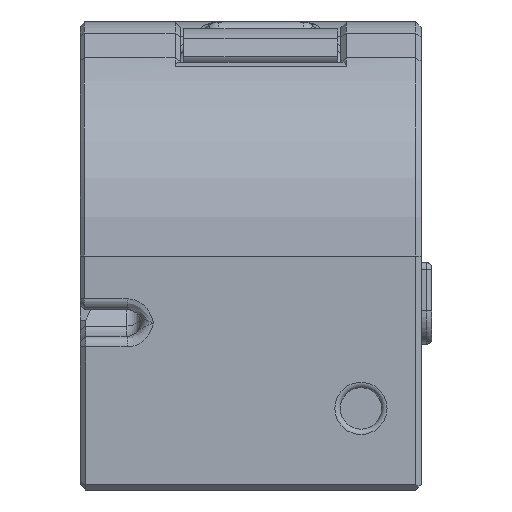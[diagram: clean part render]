
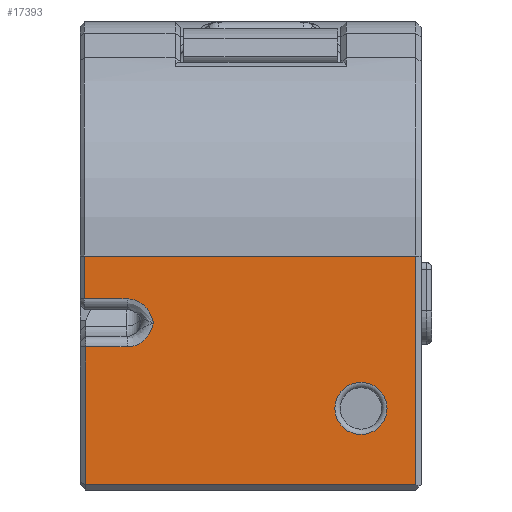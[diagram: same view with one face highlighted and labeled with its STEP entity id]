
A CAD part, left-side view. The second image highlights one B-rep face of the part: STEP entity #17393.
In plain terms, the highlighted planar face has unit normal (-1, 0, 0).
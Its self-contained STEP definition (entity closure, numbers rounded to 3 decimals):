
#361=B_SPLINE_CURVE_WITH_KNOTS('',3,(#26047,#26048,#26049,#26050,#26051,
#26052,#26053,#26054,#26055,#26056,#26057,#26058),.UNSPECIFIED.,.F.,.F.,
(4,2,1,1,1,1,1,1,4),(-0.001,0.,0.058,0.086,
0.115,0.144,0.173,0.23,
0.288),.UNSPECIFIED.);
#362=B_SPLINE_CURVE_WITH_KNOTS('',3,(#26059,#26060,#26061,#26062,#26063,
#26064,#26065,#26066,#26067,#26068,#26069),.UNSPECIFIED.,.F.,.F.,(4,1,1,
1,1,1,2,4),(0.,0.058,0.173,0.202,0.23,
0.259,0.288,0.289),.UNSPECIFIED.);
#659=FACE_BOUND('',#2622,.T.);
#768=CIRCLE('',#18547,1.95);
#1540=FACE_OUTER_BOUND('',#2621,.T.);
#2621=EDGE_LOOP('',(#12334,#12335,#12336,#12337,#12338,#12339,#12340,#12341,
#12342));
#2622=EDGE_LOOP('',(#12343));
#3901=LINE('',#25886,#5706);
#3963=LINE('',#26033,#5768);
#3964=LINE('',#26037,#5769);
#3965=LINE('',#26039,#5770);
#3966=LINE('',#26041,#5771);
#3967=LINE('',#26043,#5772);
#3968=LINE('',#26045,#5773);
#5706=VECTOR('',#20579,10.);
#5768=VECTOR('',#20737,10.);
#5769=VECTOR('',#20742,23.2);
#5770=VECTOR('',#20743,17.1);
#5771=VECTOR('',#20744,10.);
#5772=VECTOR('',#20745,10.);
#5773=VECTOR('',#20746,10.);
#7469=VERTEX_POINT('',#25884);
#7470=VERTEX_POINT('',#25885);
#7507=VERTEX_POINT('',#26032);
#7508=VERTEX_POINT('',#26036);
#7509=VERTEX_POINT('',#26038);
#7510=VERTEX_POINT('',#26040);
#7511=VERTEX_POINT('',#26042);
#7512=VERTEX_POINT('',#26044);
#7513=VERTEX_POINT('',#26046);
#7514=VERTEX_POINT('',#26070);
#9208=EDGE_CURVE('',#7469,#7470,#3901,.T.);
#9282=EDGE_CURVE('',#7470,#7507,#3963,.T.);
#9284=EDGE_CURVE('',#7508,#7469,#3964,.T.);
#9285=EDGE_CURVE('',#7509,#7508,#3965,.T.);
#9286=EDGE_CURVE('',#7509,#7510,#3966,.T.);
#9287=EDGE_CURVE('',#7511,#7510,#3967,.T.);
#9288=EDGE_CURVE('',#7512,#7511,#3968,.T.);
#9289=EDGE_CURVE('',#7513,#7512,#361,.T.);
#9290=EDGE_CURVE('',#7507,#7513,#362,.T.);
#9291=EDGE_CURVE('',#7514,#7514,#768,.T.);
#12334=ORIENTED_EDGE('',*,*,#9208,.F.);
#12335=ORIENTED_EDGE('',*,*,#9284,.F.);
#12336=ORIENTED_EDGE('',*,*,#9285,.F.);
#12337=ORIENTED_EDGE('',*,*,#9286,.T.);
#12338=ORIENTED_EDGE('',*,*,#9287,.F.);
#12339=ORIENTED_EDGE('',*,*,#9288,.F.);
#12340=ORIENTED_EDGE('',*,*,#9289,.F.);
#12341=ORIENTED_EDGE('',*,*,#9290,.F.);
#12342=ORIENTED_EDGE('',*,*,#9282,.F.);
#12343=ORIENTED_EDGE('',*,*,#9291,.F.);
#16747=PLANE('',#18546);
#17393=ADVANCED_FACE('',(#1540,#659),#16747,.T.);
#18546=AXIS2_PLACEMENT_3D('',#26035,#20740,#20741);
#18547=AXIS2_PLACEMENT_3D('',#26071,#20747,#20748);
#20579=DIRECTION('',(0.,0.,1.));
#20737=DIRECTION('',(0.,-1.,0.));
#20740=DIRECTION('center_axis',(-1.,0.,0.));
#20741=DIRECTION('ref_axis',(0.,0.,-1.));
#20742=DIRECTION('',(0.,1.,0.));
#20743=DIRECTION('',(0.,0.,-1.));
#20744=DIRECTION('',(0.,1.,0.));
#20745=DIRECTION('',(0.,0.,1.));
#20746=DIRECTION('',(0.,1.,0.));
#20747=DIRECTION('center_axis',(-1.,0.,0.));
#20748=DIRECTION('ref_axis',(0.,0.,-1.));
#25884=CARTESIAN_POINT('',(11.075,112.029,70.1));
#25885=CARTESIAN_POINT('',(11.075,112.029,80.4));
#25886=CARTESIAN_POINT('',(11.075,112.029,95.95));
#26032=CARTESIAN_POINT('',(11.075,108.919,80.4));
#26033=CARTESIAN_POINT('',(11.075,105.679,80.4));
#26035=CARTESIAN_POINT('Origin',(11.075,98.929,104.7));
#26036=CARTESIAN_POINT('',(11.075,87.329,70.1));
#26037=CARTESIAN_POINT('',(11.075,87.329,70.1));
#26038=CARTESIAN_POINT('',(11.075,87.329,87.2));
#26039=CARTESIAN_POINT('',(11.075,87.329,87.2));
#26040=CARTESIAN_POINT('',(11.075,112.129,87.2));
#26041=CARTESIAN_POINT('',(11.075,110.929,87.2));
#26042=CARTESIAN_POINT('',(11.075,112.129,84.));
#26043=CARTESIAN_POINT('',(11.075,112.129,95.95));
#26044=CARTESIAN_POINT('',(11.075,108.919,84.));
#26045=CARTESIAN_POINT('',(11.075,105.679,84.));
#26046=CARTESIAN_POINT('',(11.075,106.929,82.2));
#26047=CARTESIAN_POINT('Ctrl Pts',(11.075,106.929,82.2));
#26048=CARTESIAN_POINT('Ctrl Pts',(11.075,106.929,82.202));
#26049=CARTESIAN_POINT('Ctrl Pts',(11.075,106.93,82.204));
#26050=CARTESIAN_POINT('Ctrl Pts',(11.075,106.991,82.388));
#26051=CARTESIAN_POINT('Ctrl Pts',(11.075,107.084,82.662));
#26052=CARTESIAN_POINT('Ctrl Pts',(11.075,107.258,83.006));
#26053=CARTESIAN_POINT('Ctrl Pts',(11.075,107.418,83.247));
#26054=CARTESIAN_POINT('Ctrl Pts',(11.075,107.609,83.464));
#26055=CARTESIAN_POINT('Ctrl Pts',(11.075,107.905,83.715));
#26056=CARTESIAN_POINT('Ctrl Pts',(11.075,108.338,83.938));
#26057=CARTESIAN_POINT('Ctrl Pts',(11.075,108.727,84.));
#26058=CARTESIAN_POINT('Ctrl Pts',(11.075,108.919,84.));
#26059=CARTESIAN_POINT('Ctrl Pts',(11.075,108.919,80.4));
#26060=CARTESIAN_POINT('Ctrl Pts',(11.075,108.727,80.4));
#26061=CARTESIAN_POINT('Ctrl Pts',(11.075,108.143,80.492));
#26062=CARTESIAN_POINT('Ctrl Pts',(11.075,107.576,80.911));
#26063=CARTESIAN_POINT('Ctrl Pts',(11.075,107.257,81.394));
#26064=CARTESIAN_POINT('Ctrl Pts',(11.075,107.127,81.652));
#26065=CARTESIAN_POINT('Ctrl Pts',(11.075,107.022,81.921));
#26066=CARTESIAN_POINT('Ctrl Pts',(11.075,106.961,82.103));
#26067=CARTESIAN_POINT('Ctrl Pts',(11.075,106.93,82.196));
#26068=CARTESIAN_POINT('Ctrl Pts',(11.075,106.929,82.198));
#26069=CARTESIAN_POINT('Ctrl Pts',(11.075,106.929,82.2));
#26070=CARTESIAN_POINT('',(11.075,91.429,77.75));
#26071=CARTESIAN_POINT('Origin',(11.075,91.429,75.8));
